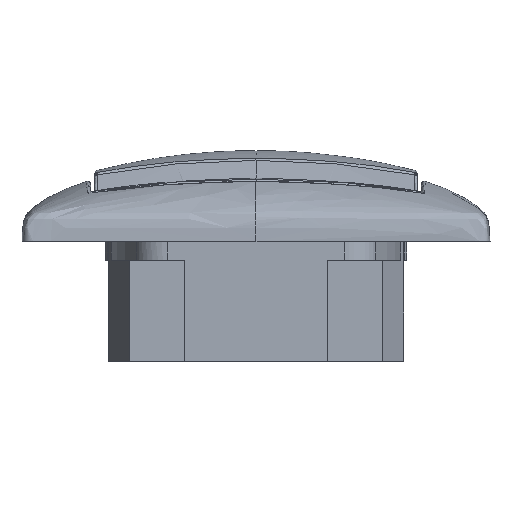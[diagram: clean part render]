
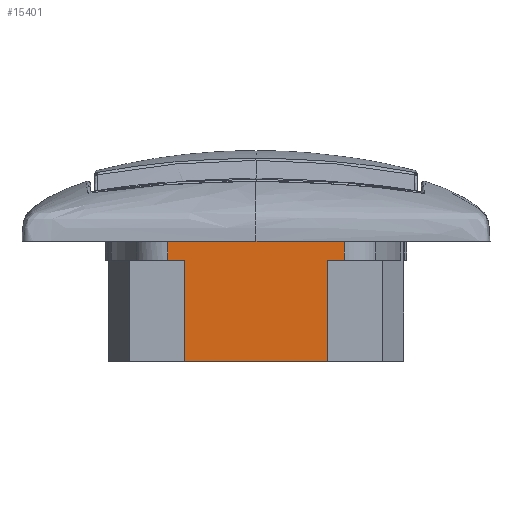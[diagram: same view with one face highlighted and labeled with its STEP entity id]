
A CAD part, left-side view. The second image highlights one B-rep face of the part: STEP entity #15401.
In plain terms, the highlighted planar face has unit normal (-1, 0, 0).
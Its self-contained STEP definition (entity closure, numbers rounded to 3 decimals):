
#678 = ORIENTED_EDGE ( 'NONE', *, *, #59282, .F. ) ;
#1868 = CARTESIAN_POINT ( 'NONE',  ( -25.7, 15.481, -6. ) ) ;
#2064 = CARTESIAN_POINT ( 'NONE',  ( -25.7, 13.456, -9.3 ) ) ;
#2304 = CARTESIAN_POINT ( 'NONE',  ( -25.7, 12.444, -6. ) ) ;
#2464 = EDGE_CURVE ( 'NONE', #70842, #41345, #10959, .T. ) ;
#3687 = CARTESIAN_POINT ( 'NONE',  ( -25.7, -15.481, -9.3 ) ) ;
#4021 = B_SPLINE_CURVE_WITH_KNOTS ( 'NONE', 3,
 ( #45317, #51490, #19258, #46183 ),
 .UNSPECIFIED., .F., .F.,
 ( 4, 4 ),
 ( 0., 1. ),
 .UNSPECIFIED. ) ;
#5997 = CARTESIAN_POINT ( 'NONE',  ( -25.7, 12.444, -27. ) ) ;
#7142 = DIRECTION ( 'NONE',  ( -1., 0., 0. ) ) ;
#8283 = CARTESIAN_POINT ( 'NONE',  ( -25.7, -12.444, -9.3 ) ) ;
#9385 = CARTESIAN_POINT ( 'NONE',  ( -25.7, -4.148, -6. ) ) ;
#9909 = CARTESIAN_POINT ( 'NONE',  ( -25.7, -14.469, -9.3 ) ) ;
#10858 = EDGE_CURVE ( 'NONE', #51210, #82056, #69239, .T. ) ;
#10959 = B_SPLINE_CURVE_WITH_KNOTS ( 'NONE', 3,
 ( #11503, #65757, #64893, #71073 ),
 .UNSPECIFIED., .F., .F.,
 ( 4, 4 ),
 ( 0., 1. ),
 .UNSPECIFIED. ) ;
#11503 = CARTESIAN_POINT ( 'NONE',  ( -25.7, -15.481, -9.3 ) ) ;
#12007 = EDGE_CURVE ( 'NONE', #52845, #27123, #46886, .T. ) ;
#15068 = DIRECTION ( 'NONE',  ( 0., 0., 1. ) ) ;
#15320 = CARTESIAN_POINT ( 'NONE',  ( -25.7, 14.469, -9.3 ) ) ;
#15401 = ADVANCED_FACE ( 'NONE', ( #41146 ), #48613, .T. ) ;
#16665 = CARTESIAN_POINT ( 'NONE',  ( -25.7, -12.444, -27. ) ) ;
#17687 = ORIENTED_EDGE ( 'NONE', *, *, #59867, .T. ) ;
#18376 = EDGE_LOOP ( 'NONE', ( #678, #81474, #17687, #37906, #62062, #64169, #26841, #59344, #47573, #35454 ) ) ;
#19258 = CARTESIAN_POINT ( 'NONE',  ( -25.7, 15.481, -8.2 ) ) ;
#20627 = CARTESIAN_POINT ( 'NONE',  ( -25.7, 14.469, -6. ) ) ;
#21291 = CARTESIAN_POINT ( 'NONE',  ( -25.7, 4.148, -6. ) ) ;
#22149 = CARTESIAN_POINT ( 'NONE',  ( -25.7, 12.444, -27. ) ) ;
#22449 = EDGE_CURVE ( 'NONE', #47938, #58987, #42483, .T. ) ;
#23159 = CARTESIAN_POINT ( 'NONE',  ( -25.7, 12.444, -9.3 ) ) ;
#26841 = ORIENTED_EDGE ( 'NONE', *, *, #22449, .F. ) ;
#27123 = VERTEX_POINT ( 'NONE', #32727 ) ;
#27471 = VERTEX_POINT ( 'NONE', #8283 ) ;
#29011 = EDGE_CURVE ( 'NONE', #47938, #52845, #52832, .T. ) ;
#29265 = CARTESIAN_POINT ( 'NONE',  ( -25.7, -12.444, -6. ) ) ;
#29917 = CARTESIAN_POINT ( 'NONE',  ( -25.7, 12.444, -9.3 ) ) ;
#30013 = CARTESIAN_POINT ( 'NONE',  ( -25.7, -12.444, -6. ) ) ;
#30657 = CARTESIAN_POINT ( 'NONE',  ( -25.7, -13.456, -9.3 ) ) ;
#32727 = CARTESIAN_POINT ( 'NONE',  ( -25.7, -12.444, -27. ) ) ;
#33076 = B_SPLINE_CURVE_WITH_KNOTS ( 'NONE', 3,
 ( #53298, #81110, #20627, #86856 ),
 .UNSPECIFIED., .F., .F.,
 ( 4, 4 ),
 ( 0.902, 1. ),
 .UNSPECIFIED. ) ;
#33816 = CARTESIAN_POINT ( 'NONE',  ( -25.7, -15.481, -9.3 ) ) ;
#35454 = ORIENTED_EDGE ( 'NONE', *, *, #63376, .T. ) ;
#37906 = ORIENTED_EDGE ( 'NONE', *, *, #10858, .F. ) ;
#41146 = FACE_OUTER_BOUND ( 'NONE', #18376, .T. ) ;
#41345 = VERTEX_POINT ( 'NONE', #44117 ) ;
#42449 = CARTESIAN_POINT ( 'NONE',  ( -25.7, -15.481, -5.5 ) ) ;
#42483 = B_SPLINE_CURVE_WITH_KNOTS ( 'NONE', 3,
 ( #29917, #2064, #15320, #43582 ),
 .UNSPECIFIED., .F., .F.,
 ( 4, 4 ),
 ( 0., 1. ),
 .UNSPECIFIED. ) ;
#42619 = CARTESIAN_POINT ( 'NONE',  ( -25.7, 12.444, -21.1 ) ) ;
#42797 = CARTESIAN_POINT ( 'NONE',  ( -25.7, -13.456, -6. ) ) ;
#42936 = EDGE_CURVE ( 'NONE', #55022, #58987, #4021, .T. ) ;
#43582 = CARTESIAN_POINT ( 'NONE',  ( -25.7, 15.481, -9.3 ) ) ;
#43606 = CARTESIAN_POINT ( 'NONE',  ( -25.7, -12.444, -15.2 ) ) ;
#44117 = CARTESIAN_POINT ( 'NONE',  ( -25.7, -15.481, -6. ) ) ;
#44456 = CARTESIAN_POINT ( 'NONE',  ( -25.7, 4.148, -27. ) ) ;
#45317 = CARTESIAN_POINT ( 'NONE',  ( -25.7, 15.481, -6. ) ) ;
#46183 = CARTESIAN_POINT ( 'NONE',  ( -25.7, 15.481, -9.3 ) ) ;
#46886 = B_SPLINE_CURVE_WITH_KNOTS ( 'NONE', 3,
 ( #5997, #44456, #58109, #72212 ),
 .UNSPECIFIED., .F., .F.,
 ( 4, 4 ),
 ( 0., 1. ),
 .UNSPECIFIED. ) ;
#47573 = ORIENTED_EDGE ( 'NONE', *, *, #12007, .T. ) ;
#47938 = VERTEX_POINT ( 'NONE', #53347 ) ;
#48613 = PLANE ( 'NONE',  #54702 ) ;
#49170 = CARTESIAN_POINT ( 'NONE',  ( -25.7, -12.444, -9.3 ) ) ;
#49768 = CARTESIAN_POINT ( 'NONE',  ( -25.7, -12.444, -21.1 ) ) ;
#50010 = B_SPLINE_CURVE_WITH_KNOTS ( 'NONE', 3,
 ( #82065, #75423, #42797, #30013 ),
 .UNSPECIFIED., .F., .F.,
 ( 4, 4 ),
 ( 0., 0.098 ),
 .UNSPECIFIED. ) ;
#51210 = VERTEX_POINT ( 'NONE', #72937 ) ;
#51490 = CARTESIAN_POINT ( 'NONE',  ( -25.7, 15.481, -7.1 ) ) ;
#52832 = B_SPLINE_CURVE_WITH_KNOTS ( 'NONE', 3,
 ( #23159, #56278, #42619, #55834 ),
 .UNSPECIFIED., .F., .F.,
 ( 4, 4 ),
 ( 0., 1. ),
 .UNSPECIFIED. ) ;
#52845 = VERTEX_POINT ( 'NONE', #22149 ) ;
#53298 = CARTESIAN_POINT ( 'NONE',  ( -25.7, 12.444, -6. ) ) ;
#53347 = CARTESIAN_POINT ( 'NONE',  ( -25.7, 12.444, -9.3 ) ) ;
#53472 = EDGE_CURVE ( 'NONE', #51210, #55022, #33076, .T. ) ;
#54702 = AXIS2_PLACEMENT_3D ( 'NONE', #42449, #7142, #15068 ) ;
#55022 = VERTEX_POINT ( 'NONE', #1868 ) ;
#55834 = CARTESIAN_POINT ( 'NONE',  ( -25.7, 12.444, -27. ) ) ;
#56278 = CARTESIAN_POINT ( 'NONE',  ( -25.7, 12.444, -15.2 ) ) ;
#57795 = B_SPLINE_CURVE_WITH_KNOTS ( 'NONE', 3,
 ( #16665, #49768, #43606, #83318 ),
 .UNSPECIFIED., .F., .F.,
 ( 4, 4 ),
 ( 0., 1. ),
 .UNSPECIFIED. ) ;
#58109 = CARTESIAN_POINT ( 'NONE',  ( -25.7, -4.148, -27. ) ) ;
#58987 = VERTEX_POINT ( 'NONE', #87156 ) ;
#59282 = EDGE_CURVE ( 'NONE', #70842, #27471, #79470, .T. ) ;
#59344 = ORIENTED_EDGE ( 'NONE', *, *, #29011, .T. ) ;
#59867 = EDGE_CURVE ( 'NONE', #41345, #82056, #50010, .T. ) ;
#62062 = ORIENTED_EDGE ( 'NONE', *, *, #53472, .T. ) ;
#63376 = EDGE_CURVE ( 'NONE', #27123, #27471, #57795, .T. ) ;
#64169 = ORIENTED_EDGE ( 'NONE', *, *, #42936, .T. ) ;
#64893 = CARTESIAN_POINT ( 'NONE',  ( -25.7, -15.481, -7.1 ) ) ;
#65757 = CARTESIAN_POINT ( 'NONE',  ( -25.7, -15.481, -8.2 ) ) ;
#67485 = CARTESIAN_POINT ( 'NONE',  ( -25.7, -12.444, -6. ) ) ;
#69239 = B_SPLINE_CURVE_WITH_KNOTS ( 'NONE', 3,
 ( #2304, #21291, #9385, #29265 ),
 .UNSPECIFIED., .F., .F.,
 ( 4, 4 ),
 ( 0.098, 0.902 ),
 .UNSPECIFIED. ) ;
#70842 = VERTEX_POINT ( 'NONE', #33816 ) ;
#71073 = CARTESIAN_POINT ( 'NONE',  ( -25.7, -15.481, -6. ) ) ;
#72212 = CARTESIAN_POINT ( 'NONE',  ( -25.7, -12.444, -27. ) ) ;
#72937 = CARTESIAN_POINT ( 'NONE',  ( -25.7, 12.444, -6. ) ) ;
#75423 = CARTESIAN_POINT ( 'NONE',  ( -25.7, -14.469, -6. ) ) ;
#79470 = B_SPLINE_CURVE_WITH_KNOTS ( 'NONE', 3,
 ( #3687, #9909, #30657, #49170 ),
 .UNSPECIFIED., .F., .F.,
 ( 4, 4 ),
 ( 0., 1. ),
 .UNSPECIFIED. ) ;
#81110 = CARTESIAN_POINT ( 'NONE',  ( -25.7, 13.456, -6. ) ) ;
#81474 = ORIENTED_EDGE ( 'NONE', *, *, #2464, .T. ) ;
#82056 = VERTEX_POINT ( 'NONE', #67485 ) ;
#82065 = CARTESIAN_POINT ( 'NONE',  ( -25.7, -15.481, -6. ) ) ;
#83318 = CARTESIAN_POINT ( 'NONE',  ( -25.7, -12.444, -9.3 ) ) ;
#86856 = CARTESIAN_POINT ( 'NONE',  ( -25.7, 15.481, -6. ) ) ;
#87156 = CARTESIAN_POINT ( 'NONE',  ( -25.7, 15.481, -9.3 ) ) ;
